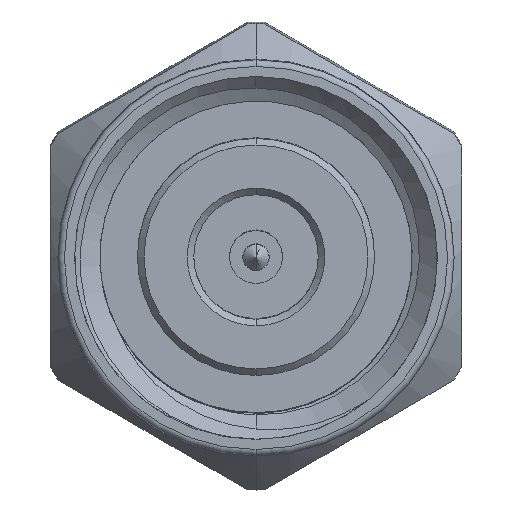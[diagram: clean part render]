
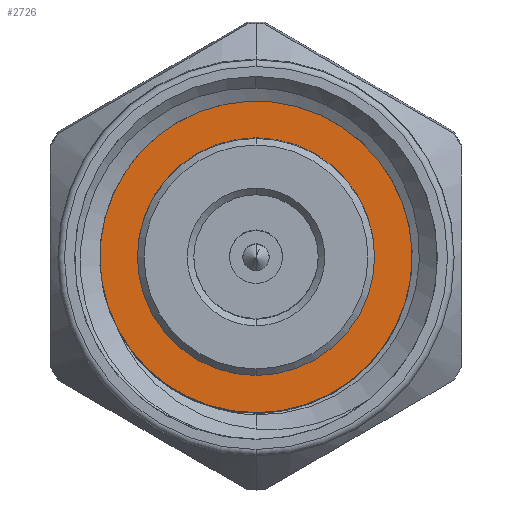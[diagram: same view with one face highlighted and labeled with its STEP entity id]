
A CAD part, top view. The second image highlights one B-rep face of the part: STEP entity #2726.
In plain terms, the highlighted planar face has unit normal (0, -0.009, 1).
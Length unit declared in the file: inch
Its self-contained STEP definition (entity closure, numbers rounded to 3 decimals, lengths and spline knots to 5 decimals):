
#12 = CIRCLE ( 'NONE', #2459, 0.09 ) ;
#26 = EDGE_CURVE ( 'NONE', #386, #1197, #5729, .T. ) ;
#49 = CARTESIAN_POINT ( 'NONE',  ( -0.02498, 0.03075, 0.18565 ) ) ;
#103 = CARTESIAN_POINT ( 'NONE',  ( 0., 0.16537, 0.18683 ) ) ;
#261 = B_SPLINE_CURVE_WITH_KNOTS ( 'NONE', 3,
 ( #268, #2171, #317, #2235, #4172, #4584 ),
 .UNSPECIFIED., .F., .F.,
 ( 4, 2, 4 ),
 ( 0., 0.00118, 0.00237 ),
 .UNSPECIFIED. ) ;
#268 = CARTESIAN_POINT ( 'NONE',  ( 0., 0.28398, 0.18786 ) ) ;
#283 = CARTESIAN_POINT ( 'NONE',  ( 0., 0.07537, 0.18604 ) ) ;
#317 = CARTESIAN_POINT ( 'NONE',  ( -0.03105, 0.2809, 0.18784 ) ) ;
#386 = VERTEX_POINT ( 'NONE', #5453 ) ;
#405 = DIRECTION ( 'NONE',  ( 0., -1., -0.009 ) ) ;
#579 = CARTESIAN_POINT ( 'NONE',  ( -0.05986, 0.0453, 0.18578 ) ) ;
#688 = DIRECTION ( 'NONE',  ( 0., -0.009, 1. ) ) ;
#710 = CARTESIAN_POINT ( 'NONE',  ( 0., 0.16537, 0.18683 ) ) ;
#996 = EDGE_CURVE ( 'NONE', #1115, #5600, #3844, .T. ) ;
#1051 = CARTESIAN_POINT ( 'NONE',  ( -0.10149, 0.23118, 0.1874 ) ) ;
#1107 = CARTESIAN_POINT ( 'NONE',  ( 0., 0.02758, 0.18563 ) ) ;
#1115 = VERTEX_POINT ( 'NONE', #1615 ) ;
#1197 = VERTEX_POINT ( 'NONE', #283 ) ;
#1430 = DIRECTION ( 'NONE',  ( 0., -1., -0.009 ) ) ;
#1436 = CARTESIAN_POINT ( 'NONE',  ( -0.11452, 0.2094, 0.18721 ) ) ;
#1456 = EDGE_CURVE ( 'NONE', #4215, #1729, #4130, .T. ) ;
#1615 = CARTESIAN_POINT ( 'NONE',  ( -0.08387, 0.24924, 0.18756 ) ) ;
#1635 = DIRECTION ( 'NONE',  ( 0., -1., -0.009 ) ) ;
#1729 = VERTEX_POINT ( 'NONE', #2722 ) ;
#1970 = CARTESIAN_POINT ( 'NONE',  ( -0.11144, 0.09931, 0.18625 ) ) ;
#1980 = VECTOR ( 'NONE', #1430, 39.37008 ) ;
#2083 = DIRECTION ( 'NONE',  ( 0., -0.009, 1. ) ) ;
#2171 = CARTESIAN_POINT ( 'NONE',  ( -0.01555, 0.28398, 0.18786 ) ) ;
#2186 = ORIENTED_EDGE ( 'NONE', *, *, #996, .T. ) ;
#2235 = CARTESIAN_POINT ( 'NONE',  ( -0.05976, 0.269, 0.18773 ) ) ;
#2459 = AXIS2_PLACEMENT_3D ( 'NONE', #710, #2083, #1635 ) ;
#2462 = CARTESIAN_POINT ( 'NONE',  ( -0.08994, 0.06834, 0.18598 ) ) ;
#2611 = EDGE_LOOP ( 'NONE', ( #4887, #4064, #6026, #2186 ) ) ;
#2722 = CARTESIAN_POINT ( 'NONE',  ( 0., 0.28398, 0.18786 ) ) ;
#2726 = ADVANCED_FACE ( 'NONE', ( #5881, #4570 ), #3425, .T. ) ;
#2909 = CARTESIAN_POINT ( 'NONE',  ( -0.10514, 0.08833, 0.18616 ) ) ;
#2932 = CARTESIAN_POINT ( 'NONE',  ( -0.11419, 0.10507, 0.1863 ) ) ;
#2951 = DIRECTION ( 'NONE',  ( 0., -1., -0.009 ) ) ;
#2976 = CARTESIAN_POINT ( 'NONE',  ( -0.06523, 0.04858, 0.18581 ) ) ;
#3074 = DIRECTION ( 'NONE',  ( 0., -1., -0.009 ) ) ;
#3327 = AXIS2_PLACEMENT_3D ( 'NONE', #5214, #4278, #405 ) ;
#3425 = PLANE ( 'NONE',  #4547 ) ;
#3470 = CARTESIAN_POINT ( 'NONE',  ( -0.12564, 0.13436, 0.18656 ) ) ;
#3726 = EDGE_CURVE ( 'NONE', #5600, #4215, #5620, .T. ) ;
#3844 = B_SPLINE_CURVE_WITH_KNOTS ( 'NONE', 3,
 ( #4881, #5873, #1051, #1436, #5832, #5854, #3470, #2932, #1970, #2909, #5413, #2462, #5894, #2976, #579, #3955, #4441, #49, #4963, #1107 ),
 .UNSPECIFIED., .F., .F.,
 ( 4, 2, 2, 2, 2, 2, 2, 2, 2, 4 ),
 ( 0., 0.00096, 0.00191, 0.00383, 0.00431, 0.00479, 0.00574, 0.00622, 0.0067, 0.00766 ),
 .UNSPECIFIED. ) ;
#3860 = DIRECTION ( 'NONE',  ( 0., -0.009, 1. ) ) ;
#3955 = CARTESIAN_POINT ( 'NONE',  ( -0.04863, 0.03949, 0.18573 ) ) ;
#4021 = CARTESIAN_POINT ( 'NONE',  ( 0., 0.02758, 0.18563 ) ) ;
#4027 = ORIENTED_EDGE ( 'NONE', *, *, #26, .F. ) ;
#4064 = ORIENTED_EDGE ( 'NONE', *, *, #1456, .T. ) ;
#4130 = LINE ( 'NONE', #4340, #1980 ) ;
#4172 = CARTESIAN_POINT ( 'NONE',  ( -0.07288, 0.26023, 0.18766 ) ) ;
#4215 = VERTEX_POINT ( 'NONE', #5330 ) ;
#4278 = DIRECTION ( 'NONE',  ( 0., -0.009, 1. ) ) ;
#4340 = CARTESIAN_POINT ( 'NONE',  ( 0., 0.16537, 0.18683 ) ) ;
#4384 = EDGE_CURVE ( 'NONE', #1729, #1115, #261, .T. ) ;
#4441 = CARTESIAN_POINT ( 'NONE',  ( -0.04276, 0.03697, 0.18571 ) ) ;
#4504 = EDGE_LOOP ( 'NONE', ( #4027, #5386 ) ) ;
#4547 = AXIS2_PLACEMENT_3D ( 'NONE', #103, #3860, #2951 ) ;
#4570 = FACE_OUTER_BOUND ( 'NONE', #2611, .T. ) ;
#4584 = CARTESIAN_POINT ( 'NONE',  ( -0.08387, 0.24924, 0.18756 ) ) ;
#4610 = EDGE_CURVE ( 'NONE', #1197, #386, #12, .T. ) ;
#4881 = CARTESIAN_POINT ( 'NONE',  ( -0.08387, 0.24924, 0.18756 ) ) ;
#4887 = ORIENTED_EDGE ( 'NONE', *, *, #3726, .T. ) ;
#4963 = CARTESIAN_POINT ( 'NONE',  ( -0.01271, 0.02829, 0.18563 ) ) ;
#5214 = CARTESIAN_POINT ( 'NONE',  ( 0., 0.16537, 0.18683 ) ) ;
#5330 = CARTESIAN_POINT ( 'NONE',  ( 0., 0.30316, 0.18803 ) ) ;
#5386 = ORIENTED_EDGE ( 'NONE', *, *, #4610, .F. ) ;
#5413 = CARTESIAN_POINT ( 'NONE',  ( -0.10161, 0.08312, 0.18611 ) ) ;
#5453 = CARTESIAN_POINT ( 'NONE',  ( 0., 0.25537, 0.18761 ) ) ;
#5600 = VERTEX_POINT ( 'NONE', #4021 ) ;
#5620 = CIRCLE ( 'NONE', #6240, 0.1378 ) ;
#5729 = CIRCLE ( 'NONE', #3327, 0.09 ) ;
#5832 = CARTESIAN_POINT ( 'NONE',  ( -0.11925, 0.19765, 0.18711 ) ) ;
#5854 = CARTESIAN_POINT ( 'NONE',  ( -0.12781, 0.16069, 0.18679 ) ) ;
#5873 = CARTESIAN_POINT ( 'NONE',  ( -0.09345, 0.24084, 0.18749 ) ) ;
#5881 = FACE_BOUND ( 'NONE', #4504, .T. ) ;
#5894 = CARTESIAN_POINT ( 'NONE',  ( -0.08059, 0.0595, 0.1859 ) ) ;
#6026 = ORIENTED_EDGE ( 'NONE', *, *, #4384, .T. ) ;
#6080 = CARTESIAN_POINT ( 'NONE',  ( 0., 0.16537, 0.18683 ) ) ;
#6240 = AXIS2_PLACEMENT_3D ( 'NONE', #6080, #688, #3074 ) ;
